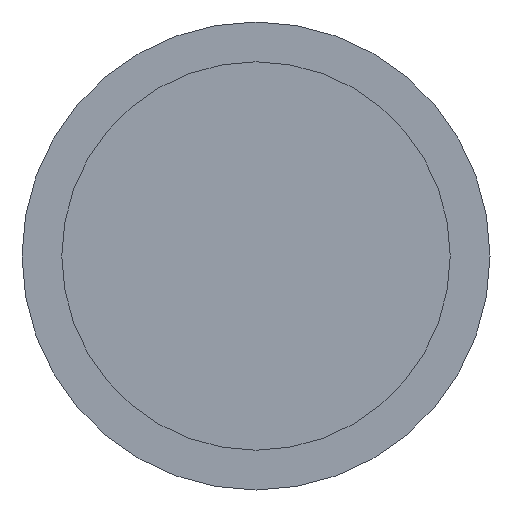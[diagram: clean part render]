
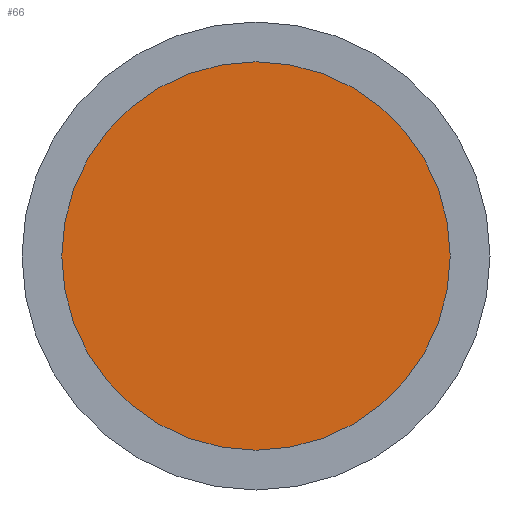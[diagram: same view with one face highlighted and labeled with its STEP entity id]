
A CAD part, front view. The second image highlights one B-rep face of the part: STEP entity #66.
In plain terms, the highlighted planar face has unit normal (0, -1, 0).
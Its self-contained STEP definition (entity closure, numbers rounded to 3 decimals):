
#66 = ADVANCED_FACE( '', ( #143 ), #144, .F. );
#143 = FACE_OUTER_BOUND( '', #264, .T. );
#144 = PLANE( '', #265 );
#264 = EDGE_LOOP( '', ( #371 ) );
#265 = AXIS2_PLACEMENT_3D( '', #372, #373, #374 );
#371 = ORIENTED_EDGE( '', *, *, #487, .T. );
#372 = CARTESIAN_POINT( '', ( 20.75, -3., 0. ) );
#373 = DIRECTION( '', ( 0., 1., 0. ) );
#374 = DIRECTION( '', ( 0., 0., 1. ) );
#487 = EDGE_CURVE( '', #558, #558, #559, .T. );
#558 = VERTEX_POINT( '', #648 );
#559 = CIRCLE( '', #649, 20.75 );
#648 = CARTESIAN_POINT( '', ( 0., -3., -20.75 ) );
#649 = AXIS2_PLACEMENT_3D( '', #726, #727, #728 );
#726 = CARTESIAN_POINT( '', ( 0., -3., 0. ) );
#727 = DIRECTION( '', ( 0., -1., 0. ) );
#728 = DIRECTION( '', ( 0., 0., -1. ) );
